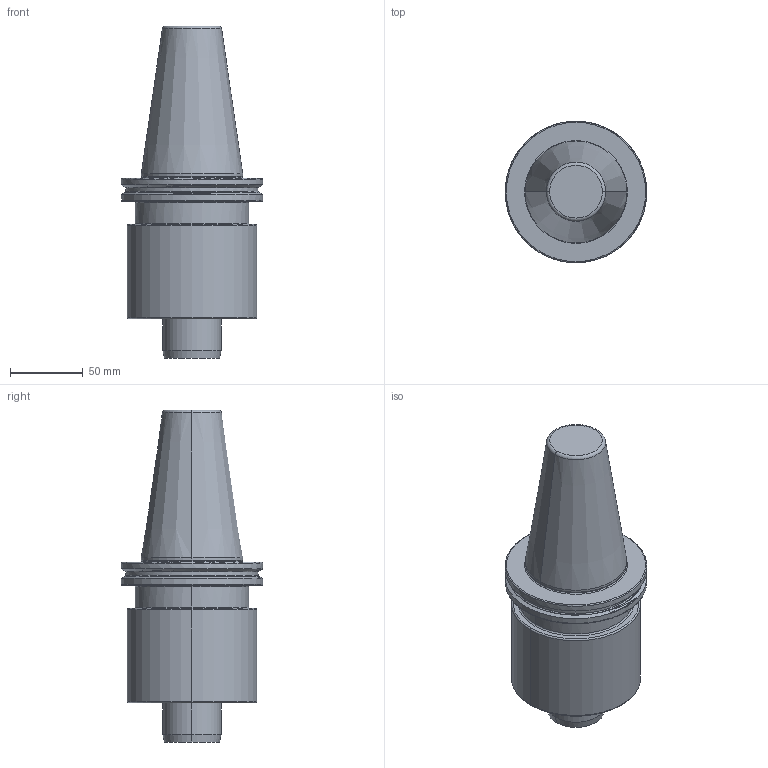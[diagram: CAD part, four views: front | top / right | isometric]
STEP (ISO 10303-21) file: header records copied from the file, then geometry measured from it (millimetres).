
FILE_DESCRIPTION(/* description */ (''),/* implementation_level */ '2;1');
FILE_NAME(/* name */ '1659673026367.stp',/* time_stamp */ '2022-08-05T09:47:20+05:00',/* author */ (''),/* organization */ ('SMS'),/* preprocessor_version */ 'ST-DEVELOPER v16.7',/* originating_system */ 'SIEMENS PLM Software NX 12.0',/* authorisation */ '');
FILE_SCHEMA (('AUTOMOTIVE_DESIGN { 1 0 10303 214 3 1 1 1 }'));
Length unit declared in the file: millimetre
Products named in the file (1): 204264384mod000_00
Bounding box: 97.45 x 97.42 x 228.6 mm (x, y, z)
Volume: 886223.6 mm3; surface area: 63959.2 mm2
Topology: 1 solids, 1 shells, 54 faces, 148 edges, 104 vertices
Faces by surface type: torus 16, plane 12, cylinder 11, cone 8, revolution 7
Full cylindrical faces by diameter (mm): 91 x1, 97.45 x2
Entity records: 1975 total; most frequent: CARTESIAN_POINT 608, ORIENTED_EDGE 278, DIRECTION 267, EDGE_CURVE 139, AXIS2_PLACEMENT_3D 123, VERTEX_POINT 100, CIRCLE 72, EDGE_LOOP 67
